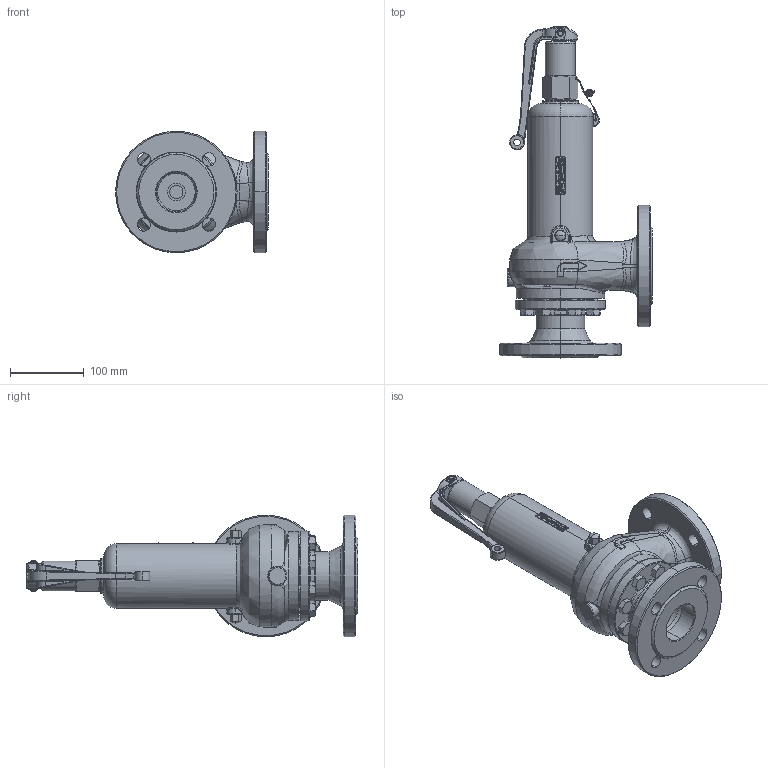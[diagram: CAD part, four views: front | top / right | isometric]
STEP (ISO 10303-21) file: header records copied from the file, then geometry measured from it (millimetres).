
FILE_DESCRIPTION (( 'STEP AP203' ), '1' );
FILE_NAME ('Typ 30 BG III-A_D050I-D050I.STEP', '2019-07-08T07:39:29', ( '' ), ( '' ), 'SwSTEP 2.0', 'SolidWorks 2016', '' );
FILE_SCHEMA (( 'CONFIG_CONTROL_DESIGN' ));
Products named in the file (1): Typ 30 BG III-A_D050I-D050I
Bounding box: 207.5 x 450.5 x 165 mm (x, y, z)
Volume: 1704938.2 mm3; surface area: 415215.8 mm2
Topology: 42 solids, 42 shells, 2108 faces, 5284 edges, 3326 vertices
Faces by surface type: plane 746, bspline 626, cylinder 408, cone 185, torus 135, sphere 8
Entity records: 97213 total; most frequent: CARTESIAN_POINT 51366, ORIENTED_EDGE 10512, DIRECTION 7833, EDGE_CURVE 5256, VERTEX_POINT 3326, AXIS2_PLACEMENT_3D 2761, VECTOR 2311, LINE 2311
